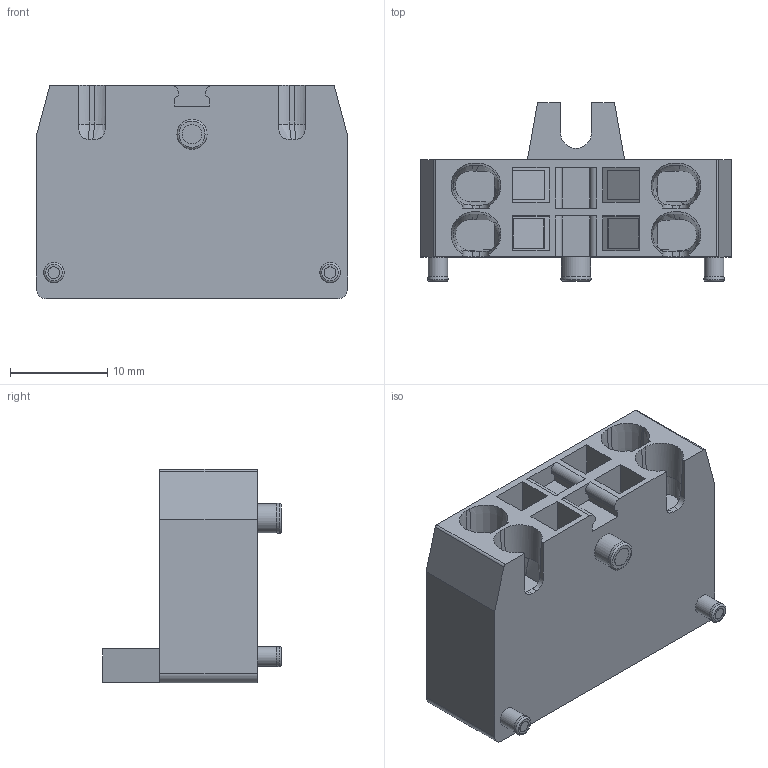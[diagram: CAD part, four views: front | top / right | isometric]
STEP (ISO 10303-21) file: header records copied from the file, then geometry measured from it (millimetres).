
FILE_DESCRIPTION(/* description */ ('Unknown'),/* implementation_level */ '2;1');
FILE_NAME(/* name */ 'SQTP2.5-2W_3D_SOLID',/* time_stamp */ '2024-12-24T14:37:34+05:00',/* author */ ('Unknown'),/* organization */ ('Unknown'),/* preprocessor_version */ 'ST-DEVELOPER v16.7',/* originating_system */ 'Solid Edge',/* authorisation */ 'Unknown');
FILE_SCHEMA (('AUTOMOTIVE_DESIGN {1 0 10303 214 3 1 1}'));
Length unit declared in the file: millimetre
Products named in the file (1): SQTP2.5-2W_3D_SOLID
Bounding box: 32.05 x 18.4 x 22 mm (x, y, z)
Volume: 6354.3 mm3; surface area: 3410.2 mm2
Topology: 1 solids, 8 shells, 264 faces, 734 edges, 498 vertices
Faces by surface type: plane 169, cylinder 44, bspline 40, torus 6, cone 5
Full cylindrical faces by diameter (mm): 1.2 x2, 2 x3, 3 x1
Entity records: 12064 total; most frequent: CARTESIAN_POINT 3814, ORIENTED_EDGE 1440, DIRECTION 1097, EDGE_CURVE 720, VERTEX_POINT 496, LINE 461, VECTOR 461, AXIS2_PLACEMENT_3D 318
